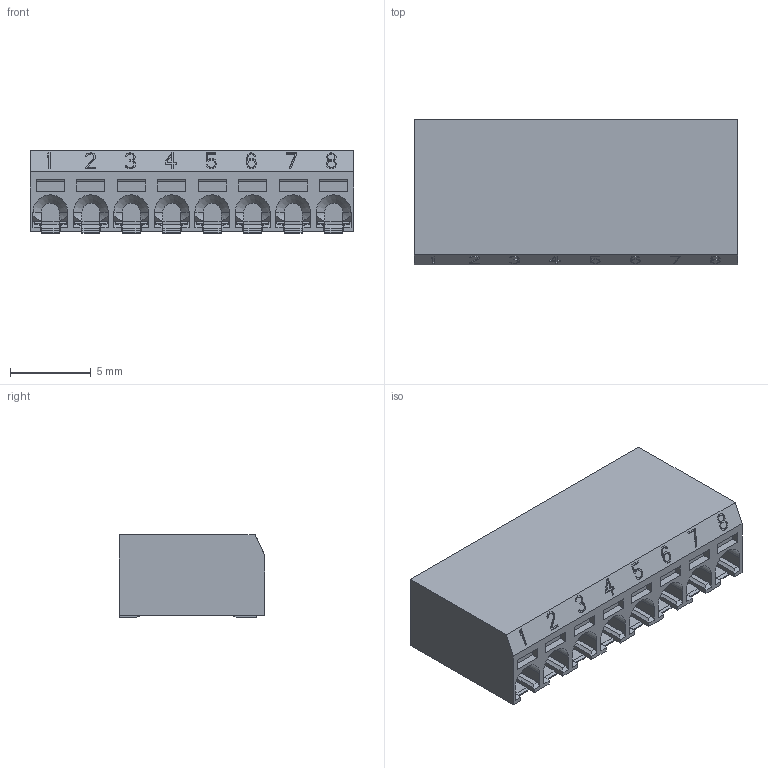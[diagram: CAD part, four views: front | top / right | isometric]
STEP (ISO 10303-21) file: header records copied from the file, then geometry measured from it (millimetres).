
FILE_DESCRIPTION(('FreeCAD Model'),'2;1');
FILE_NAME('09276008021106.step','2018-02-13T16:56:33', ('kicad StepUp'),('ksu MCAD'),'Open CASCADE STEP processor 6.8', 'FreeCAD','Unknown');
FILE_SCHEMA(('AUTOMOTIVE_DESIGN_CC2 { 1 2 10303 214 -1 1 5 4 }'));
Length unit declared in the file: millimetre
Products named in the file (1): 09276008021106
Bounding box: 20 x 9 x 5.1 mm (x, y, z)
Volume: 815.5 mm3; surface area: 844.3 mm2
Topology: 1 solids, 1 shells, 906 faces, 2556 edges, 1688 vertices
Faces by surface type: plane 770, cylinder 96, cone 40
Entity records: 28905 total; most frequent: CARTESIAN_POINT 5471, ORIENTED_EDGE 5112, DIRECTION 4450, EDGE_CURVE 2556, LINE 2284, VECTOR 2284, VERTEX_POINT 1688, AXIS2_PLACEMENT_3D 1083
